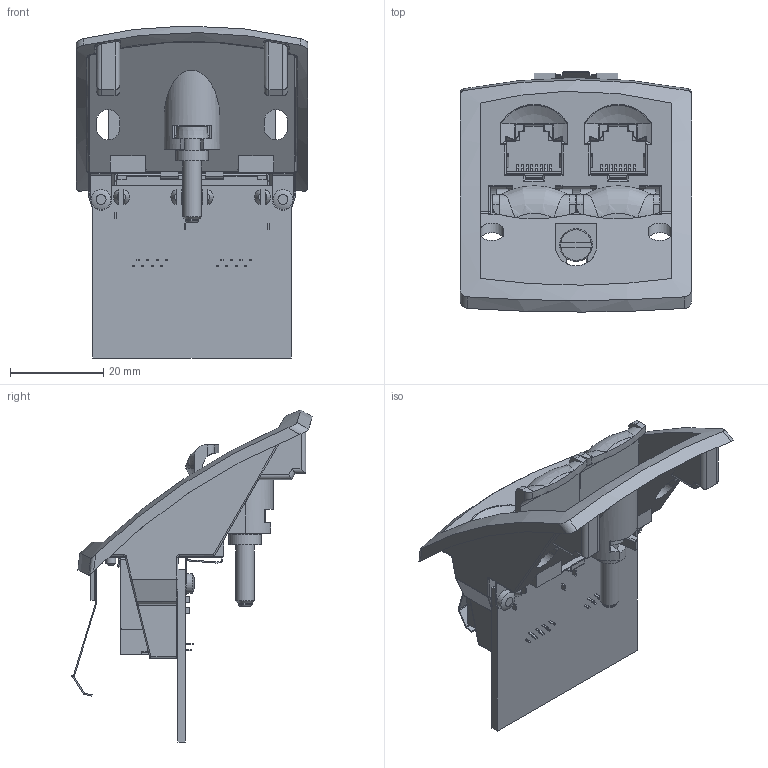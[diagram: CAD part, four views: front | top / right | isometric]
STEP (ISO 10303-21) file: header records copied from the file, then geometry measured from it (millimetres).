
FILE_DESCRIPTION (( 'STEP AP214' ), '1' );
FILE_NAME ('6GK19011BK000AA1_001_STEP.STEP', '2016-09-13T14:31:29', ( '' ), ( '' ), 'SwSTEP 2.0', 'SolidWorks 2014', '' );
FILE_SCHEMA (( 'AUTOMOTIVE_DESIGN' ));
Length unit declared in the file: millimetre
Products named in the file (3): Klappe; Body; 6GK19011BK000AA1_001_STEP
Assembly tree (2 placements, depth 2):
  6GK19011BK000AA1_001_STEP
    Body
    Klappe
Bounding box: 49.7 x 51.61 x 71.21 mm (x, y, z)
Volume: 19468 mm3; surface area: 24153.1 mm2
Topology: 3 solids, 3 shells, 1518 faces, 4280 edges, 2787 vertices
Faces by surface type: plane 961, cylinder 440, bspline 47, torus 32, cone 24, sphere 14
Full cylindrical faces by diameter (mm): 2.1 x2, 3 x5, 4 x2, 4.25 x2, 7 x1
Entity records: 72869 total; most frequent: CARTESIAN_POINT 18191, ORIENTED_EDGE 8486, DIRECTION 7666, EDGE_CURVE 4243, VECTOR 3058, LINE 3058, VERTEX_POINT 2773, AXIS2_PLACEMENT_3D 2304
